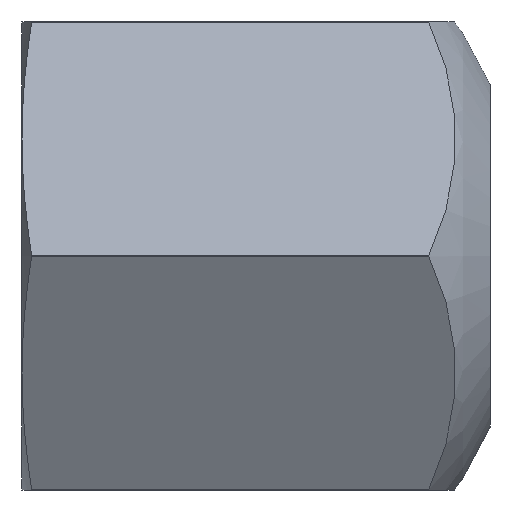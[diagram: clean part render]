
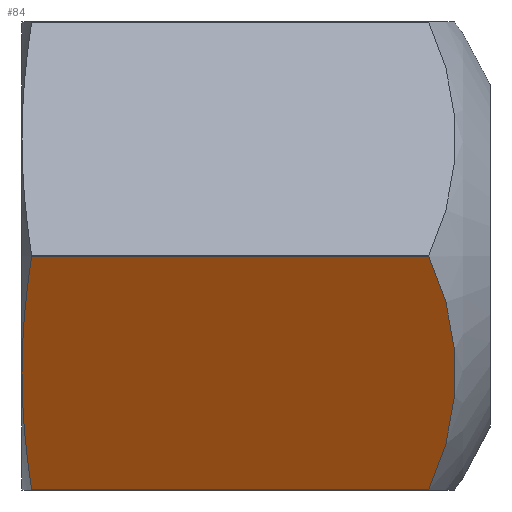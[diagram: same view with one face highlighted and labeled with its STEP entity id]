
A CAD part, front view. The second image highlights one B-rep face of the part: STEP entity #84.
In plain terms, the highlighted planar face has unit normal (0, -0.866, -0.5).
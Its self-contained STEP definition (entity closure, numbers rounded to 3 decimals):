
#84 = ADVANCED_FACE( '', ( #172 ), #173, .F. );
#172 = FACE_OUTER_BOUND( '', #257, .T. );
#173 = PLANE( '', #258 );
#257 = EDGE_LOOP( '', ( #426, #427, #428, #429, #430 ) );
#258 = AXIS2_PLACEMENT_3D( '', #431, #432, #433 );
#426 = ORIENTED_EDGE( '', *, *, #542, .F. );
#427 = ORIENTED_EDGE( '', *, *, #492, .T. );
#428 = ORIENTED_EDGE( '', *, *, #536, .F. );
#429 = ORIENTED_EDGE( '', *, *, #508, .F. );
#430 = ORIENTED_EDGE( '', *, *, #547, .F. );
#431 = CARTESIAN_POINT( '', ( 0., -17.321, 0. ) );
#432 = DIRECTION( '', ( 0., 0.866, 0.5 ) );
#433 = DIRECTION( '', ( 0., -0.5, 0.866 ) );
#492 = EDGE_CURVE( '', #582, #580, #583, .F. );
#508 = EDGE_CURVE( '', #606, #608, #609, .T. );
#536 = EDGE_CURVE( '', #608, #580, #646, .T. );
#542 = EDGE_CURVE( '', #582, #650, #654, .F. );
#547 = EDGE_CURVE( '', #650, #606, #659, .T. );
#580 = VERTEX_POINT( '', #702 );
#582 = VERTEX_POINT( '', #704 );
#583 = CIRCLE( '', #705, 22.45 );
#606 = VERTEX_POINT( '', #745 );
#608 = VERTEX_POINT( '', #747 );
#609 = B_SPLINE_CURVE_WITH_KNOTS( '', 3, ( #748, #749, #750, #751, #752, #753 ), .UNSPECIFIED., .F., .F., ( 4, 2, 4 ), ( 0.009, 0.013, 0.017 ), .UNSPECIFIED. );
#646 = LINE( '', #815, #816 );
#650 = VERTEX_POINT( '', #820 );
#654 = LINE( '', #825, #826 );
#659 = B_SPLINE_CURVE_WITH_KNOTS( '', 3, ( #837, #838, #839, #840, #841, #842 ), .UNSPECIFIED., .F., .F., ( 4, 2, 4 ), ( 0., 0.004, 0.009 ), .UNSPECIFIED. );
#702 = CARTESIAN_POINT( '', ( -3.928, -17.3, -0.036 ) );
#704 = CARTESIAN_POINT( '', ( -3.928, -8.681, -14.964 ) );
#705 = AXIS2_PLACEMENT_3D( '', #881, #882, #883 );
#745 = CARTESIAN_POINT( '', ( -30., -12.99, -7.5 ) );
#747 = CARTESIAN_POINT( '', ( -29.384, -17.3, -0.036 ) );
#748 = CARTESIAN_POINT( '', ( -30., -12.99, -7.5 ) );
#749 = CARTESIAN_POINT( '', ( -30., -13.709, -6.256 ) );
#750 = CARTESIAN_POINT( '', ( -29.944, -14.427, -5.012 ) );
#751 = CARTESIAN_POINT( '', ( -29.731, -15.863, -2.524 ) );
#752 = CARTESIAN_POINT( '', ( -29.575, -16.582, -1.28 ) );
#753 = CARTESIAN_POINT( '', ( -29.384, -17.3, -0.036 ) );
#815 = CARTESIAN_POINT( '', ( 0., -17.3, -0.036 ) );
#816 = VECTOR( '', #939, 1000. );
#820 = CARTESIAN_POINT( '', ( -29.384, -8.681, -14.964 ) );
#825 = CARTESIAN_POINT( '', ( 0., -8.681, -14.964 ) );
#826 = VECTOR( '', #944, 1000. );
#837 = CARTESIAN_POINT( '', ( -29.384, -8.681, -14.964 ) );
#838 = CARTESIAN_POINT( '', ( -29.575, -9.399, -13.72 ) );
#839 = CARTESIAN_POINT( '', ( -29.731, -10.117, -12.476 ) );
#840 = CARTESIAN_POINT( '', ( -29.944, -11.554, -9.988 ) );
#841 = CARTESIAN_POINT( '', ( -30., -12.272, -8.744 ) );
#842 = CARTESIAN_POINT( '', ( -30., -12.99, -7.5 ) );
#881 = CARTESIAN_POINT( '', ( -24.658, -12.99, -7.5 ) );
#882 = DIRECTION( '', ( 0., 0.866, 0.5 ) );
#883 = DIRECTION( '', ( 0., -0.5, 0.866 ) );
#939 = DIRECTION( '', ( 1., 0., 0. ) );
#944 = DIRECTION( '', ( 1., 0., 0. ) );
